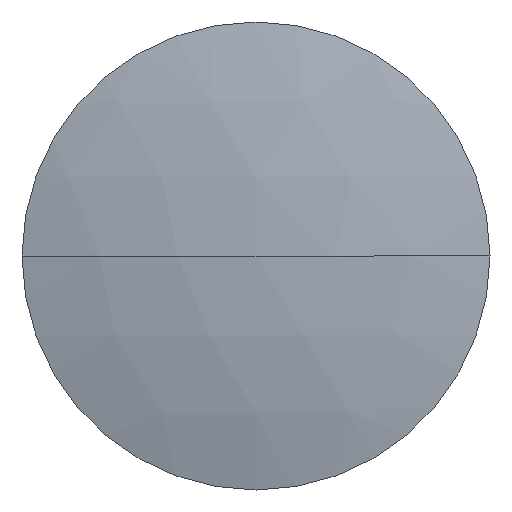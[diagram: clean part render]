
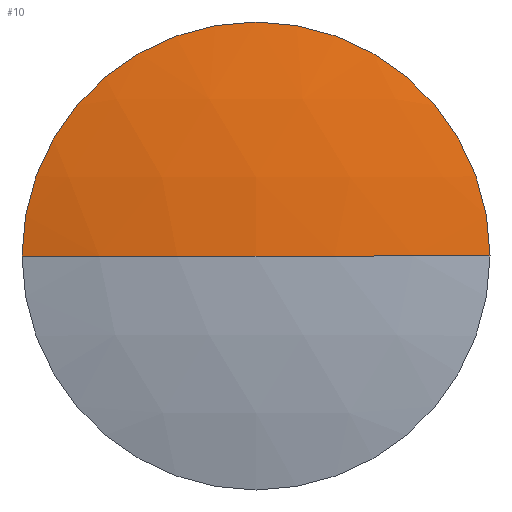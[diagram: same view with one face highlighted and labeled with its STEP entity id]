
A CAD part, left-side view. The second image highlights one B-rep face of the part: STEP entity #10.
In plain terms, the highlighted spherical face has radius 61.2 mm.
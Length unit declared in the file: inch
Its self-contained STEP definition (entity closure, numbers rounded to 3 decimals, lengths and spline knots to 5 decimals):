
#9 = ORIENTED_EDGE ( 'NONE', *, *, #43, .F. ) ;
#10 = ADVANCED_FACE ( 'NONE', ( #102 ), #81, .T. ) ;
#11 = EDGE_LOOP ( 'NONE', ( #9, #46, #49 ) ) ;
#43 = EDGE_CURVE ( 'NONE', #44, #45, #200, .T. ) ;
#44 = VERTEX_POINT ( 'NONE', #195 ) ;
#45 = VERTEX_POINT ( 'NONE', #194 ) ;
#46 = ORIENTED_EDGE ( 'NONE', *, *, #47, .T. ) ;
#47 = EDGE_CURVE ( 'NONE', #44, #48, #193, .T. ) ;
#48 = VERTEX_POINT ( 'NONE', #188 ) ;
#49 = ORIENTED_EDGE ( 'NONE', *, *, #50, .F. ) ;
#50 = EDGE_CURVE ( 'NONE', #45, #48, #187, .T. ) ;
#78 = DIRECTION ( 'NONE',  ( 0., 1., 0. ) ) ;
#79 = DIRECTION ( 'NONE',  ( 0., 0., 1. ) ) ;
#80 = AXIS2_PLACEMENT_3D ( 'NONE', #83, #79, #78 ) ;
#81 = SPHERICAL_SURFACE ( 'NONE', #80, 2.40945 ) ;
#83 = CARTESIAN_POINT ( 'NONE',  ( 0.08204, -0.00926, -0.037 ) ) ;
#102 = FACE_OUTER_BOUND ( 'NONE', #11, .T. ) ;
#183 = DIRECTION ( 'NONE',  ( 0., 1., 0. ) ) ;
#184 = DIRECTION ( 'NONE',  ( 1., 0., 0. ) ) ;
#185 = CARTESIAN_POINT ( 'NONE',  ( -2.25391, -0.00926, -0.037 ) ) ;
#186 = AXIS2_PLACEMENT_3D ( 'NONE', #185, #184, #183 ) ;
#187 = CIRCLE ( 'NONE', #186, 0.59055 ) ;
#188 = CARTESIAN_POINT ( 'NONE',  ( -2.25391, -0.59981, -0.037 ) ) ;
#189 = DIRECTION ( 'NONE',  ( 0., -1., 0. ) ) ;
#190 = DIRECTION ( 'NONE',  ( 0., 0., 1. ) ) ;
#191 = CARTESIAN_POINT ( 'NONE',  ( 0.08204, -0.00926, -0.037 ) ) ;
#192 = AXIS2_PLACEMENT_3D ( 'NONE', #191, #190, #189 ) ;
#193 = CIRCLE ( 'NONE', #192, 2.40945 ) ;
#194 = CARTESIAN_POINT ( 'NONE',  ( -2.25391, 0.58129, -0.037 ) ) ;
#195 = CARTESIAN_POINT ( 'NONE',  ( -2.3274, -0.00926, -0.037 ) ) ;
#196 = DIRECTION ( 'NONE',  ( -1., 0., 0. ) ) ;
#197 = DIRECTION ( 'NONE',  ( 0., 0., -1. ) ) ;
#198 = CARTESIAN_POINT ( 'NONE',  ( 0.08204, -0.00926, -0.037 ) ) ;
#199 = AXIS2_PLACEMENT_3D ( 'NONE', #198, #197, #196 ) ;
#200 = CIRCLE ( 'NONE', #199, 2.40945 ) ;
